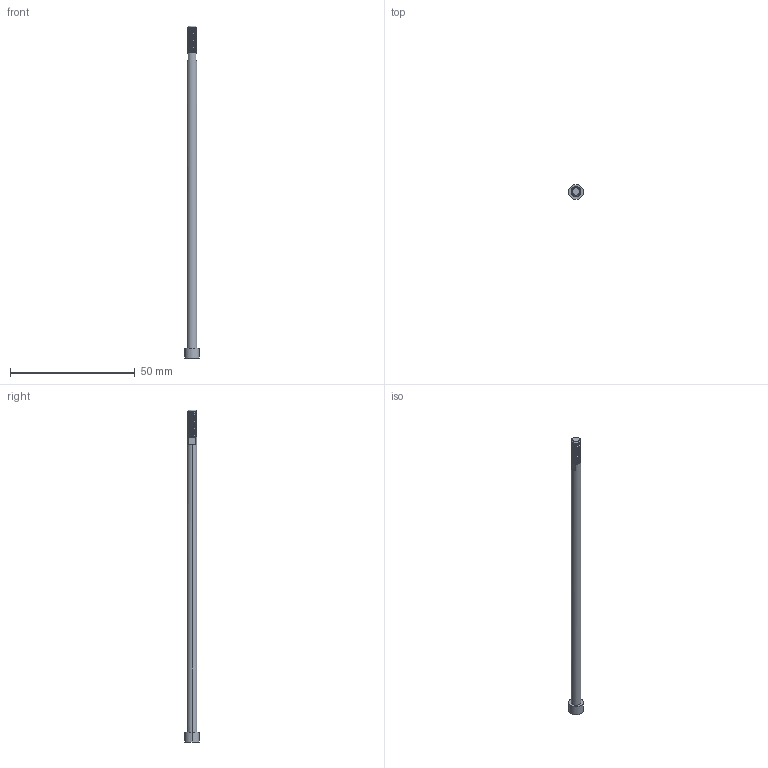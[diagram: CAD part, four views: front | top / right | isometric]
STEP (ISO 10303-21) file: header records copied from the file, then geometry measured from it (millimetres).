
FILE_DESCRIPTION (( 'STEP AP203' ), '1' );
FILE_NAME ('Rod_Default_sldprt.STEP', '2023-10-19T05:35:10', ( '' ), ( '' ), 'SwSTEP 2.0', 'SolidWorks 2023', '' );
FILE_SCHEMA (( 'CONFIG_CONTROL_DESIGN' ));
Length unit declared in the file: millimetre
Products named in the file (1): Rod_Default_sldprt
Bounding box: 5.98 x 5.98 x 133 mm (x, y, z)
Volume: 1701.5 mm3; surface area: 1808.7 mm2
Topology: 1 solids, 1 shells, 48 faces, 130 edges, 85 vertices
Faces by surface type: cylinder 32, plane 11, bspline 3, cone 2
Entity records: 3096 total; most frequent: CARTESIAN_POINT 2000, ORIENTED_EDGE 260, DIRECTION 173, EDGE_CURVE 130, VERTEX_POINT 85, AXIS2_PLACEMENT_3D 64, EDGE_LOOP 49, ADVANCED_FACE 48
